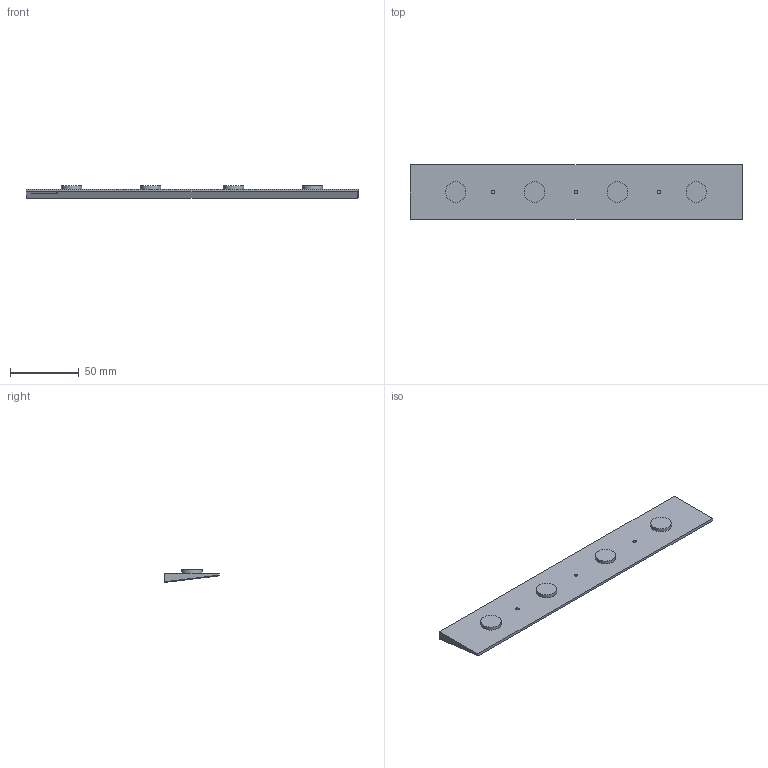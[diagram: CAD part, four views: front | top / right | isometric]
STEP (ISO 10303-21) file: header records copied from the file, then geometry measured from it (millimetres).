
FILE_DESCRIPTION(/* description */ ('','CAx-IF Rec.Pracs.---Representation and Presentation of Product Manufacturing Information (PMI)---4.0---2014-10-13'),/* implementation_level */ '2;1');
FILE_NAME(/* name */ 'smolhhkb_weight.step',/* time_stamp */ '2025-01-24T21:11:29+01:00',/* author */ (''),/* organization */ (''),/* preprocessor_version */ 'ST-DEVELOPER v20',/* originating_system */ 'Autodesk Translation Framework v13.20.0.188',/* authorisation */ '');
FILE_SCHEMA (('AP242_MANAGED_MODEL_BASED_3D_ENGINEERING_MIM_LF { 1 0 10303 442 1 1 4 }'));
Length unit declared in the file: millimetre
Products named in the file (1): smolhhkb
Bounding box: 241.55 x 39.61 x 9.41 mm (x, y, z)
Volume: 43788.1 mm3; surface area: 22281.9 mm2
Topology: 1 solids, 1 shells, 377 faces, 1068 edges, 706 vertices
Faces by surface type: bspline 343, plane 27, cylinder 7
Full cylindrical faces by diameter (mm): 2.529 x3, 14.8 x4
Entity records: 13030 total; most frequent: CARTESIAN_POINT 6611, ORIENTED_EDGE 2136, EDGE_CURVE 1068, VERTEX_POINT 706, DIRECTION 466, EDGE_LOOP 393, FACE_OUTER_BOUND 377, ADVANCED_FACE 377
